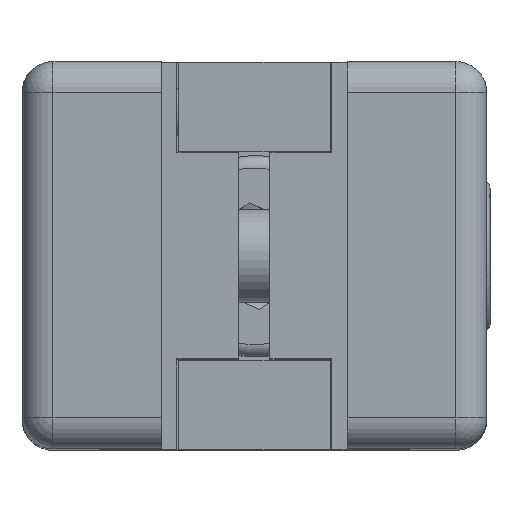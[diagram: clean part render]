
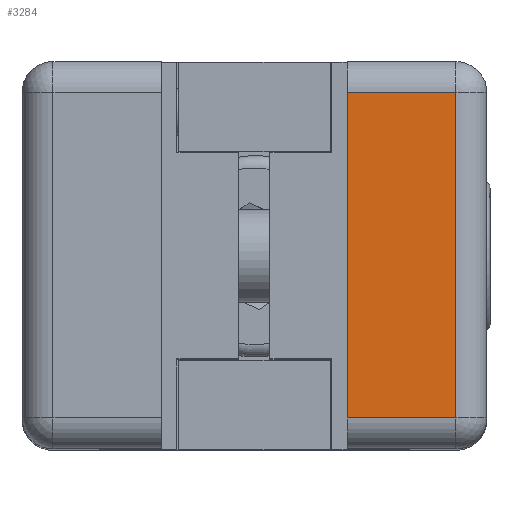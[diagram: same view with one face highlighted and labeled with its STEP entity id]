
A CAD part, top view. The second image highlights one B-rep face of the part: STEP entity #3284.
In plain terms, the highlighted face is planar.
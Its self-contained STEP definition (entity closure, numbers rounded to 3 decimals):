
#215=PLANE('',#3689);
#345=FACE_OUTER_BOUND('',#539,.T.);
#539=EDGE_LOOP('',(#2474,#2475,#2476,#2477));
#788=LINE('',#5219,#1075);
#790=LINE('',#5225,#1077);
#795=LINE('',#5242,#1082);
#802=LINE('',#5254,#1089);
#1075=VECTOR('',#4210,10.);
#1077=VECTOR('',#4216,10.);
#1082=VECTOR('',#4233,10.);
#1089=VECTOR('',#4244,10.);
#1502=VERTEX_POINT('',#5204);
#1507=VERTEX_POINT('',#5214);
#1508=VERTEX_POINT('',#5221);
#1515=VERTEX_POINT('',#5240);
#1867=EDGE_CURVE('',#1502,#1507,#788,.T.);
#1870=EDGE_CURVE('',#1507,#1508,#790,.T.);
#1878=EDGE_CURVE('',#1515,#1502,#795,.T.);
#1885=EDGE_CURVE('',#1515,#1508,#802,.T.);
#2474=ORIENTED_EDGE('',*,*,#1870,.F.);
#2475=ORIENTED_EDGE('',*,*,#1867,.F.);
#2476=ORIENTED_EDGE('',*,*,#1878,.F.);
#2477=ORIENTED_EDGE('',*,*,#1885,.T.);
#3284=ADVANCED_FACE('',(#345),#215,.T.);
#3689=AXIS2_PLACEMENT_3D('',#5253,#4242,#4243);
#4210=DIRECTION('',(0.,0.,-1.));
#4216=DIRECTION('',(0.,-1.,0.));
#4233=DIRECTION('',(0.,1.,0.));
#4242=DIRECTION('center_axis',(1.,0.,0.));
#4243=DIRECTION('ref_axis',(0.,1.,0.));
#4244=DIRECTION('',(0.,0.,-1.));
#5204=CARTESIAN_POINT('',(37.5,8.,10.5));
#5214=CARTESIAN_POINT('',(37.5,8.,-10.5));
#5219=CARTESIAN_POINT('',(37.5,8.,0.));
#5221=CARTESIAN_POINT('',(37.5,1.,-10.5));
#5225=CARTESIAN_POINT('',(37.5,2.,-10.5));
#5240=CARTESIAN_POINT('',(37.5,1.,10.5));
#5242=CARTESIAN_POINT('',(37.5,2.,10.5));
#5253=CARTESIAN_POINT('Origin',(37.5,1.,0.));
#5254=CARTESIAN_POINT('',(37.5,1.,0.));
